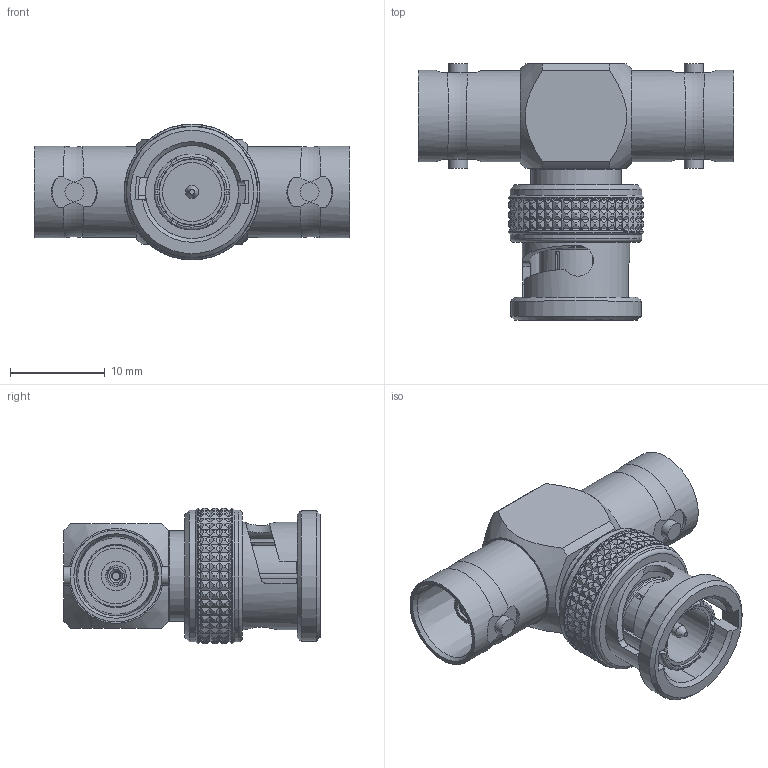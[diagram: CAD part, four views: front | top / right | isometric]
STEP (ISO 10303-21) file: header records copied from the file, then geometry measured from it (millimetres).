
FILE_DESCRIPTION (( 'STEP AP203' ), '1' );
FILE_NAME ('R142.780.000D.STEP', '2012-05-07T06:54:52', ( 'radiall' ), ( 'Microsoft' ), 'SwSTEP 2.0', 'SolidWorks 2011', '' );
FILE_SCHEMA (( 'CONFIG_CONTROL_DESIGN' ));
Length unit declared in the file: inch
Products named in the file (1): R142.780.000D
Bounding box: 33.3 x 27 x 14.3 mm (x, y, z)
Volume: 3465.2 mm3; surface area: 3733.9 mm2
Topology: 1 solids, 1 shells, 1219 faces, 2654 edges, 1460 vertices
Faces by surface type: plane 636, cone 378, cylinder 193, torus 12
Full cylindrical faces by diameter (mm): 1.36 x1, 1.4 x2, 1.98 x4, 2.2 x2, 2.22 x2, 3.1 x2, 5.85 x2, 6.2 x1, 6.475 x2, 6.9 x1, 7.8 x1, 8 x1, 9.5 x1, 9.6 x2, 9.67 x2, 9.8 x1, 11.3 x1, 13.8 x1, 13.9 x2, 14.3 x2
Entity records: 33156 total; most frequent: CARTESIAN_POINT 8651, ORIENTED_EDGE 5134, DIRECTION 4873, EDGE_CURVE 2567, AXIS2_PLACEMENT_3D 2000, VERTEX_POINT 1432, EDGE_LOOP 1301, FACE_OUTER_BOUND 1252
